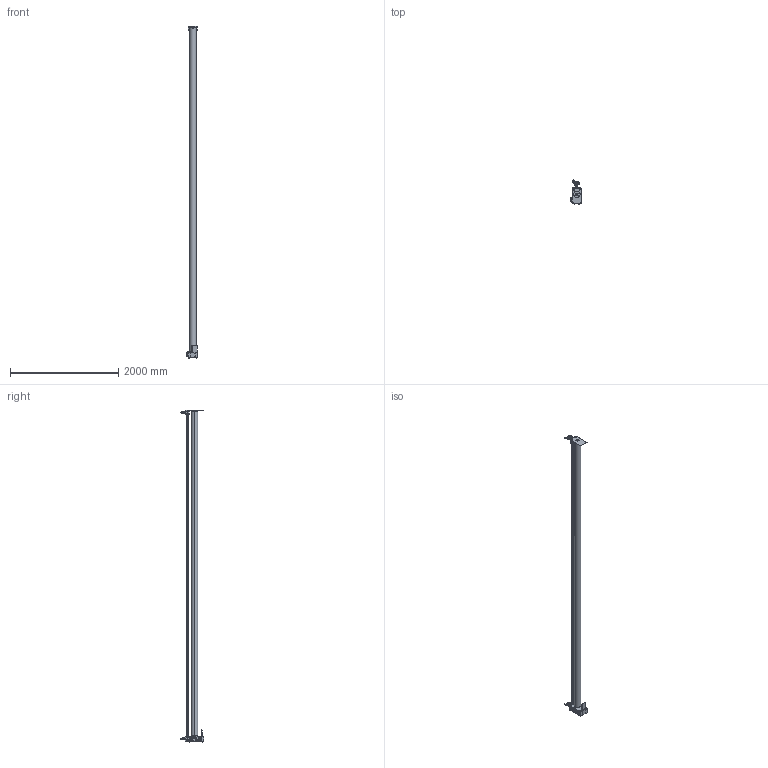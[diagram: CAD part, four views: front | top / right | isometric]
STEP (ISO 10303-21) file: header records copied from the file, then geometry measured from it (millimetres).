
FILE_DESCRIPTION (( 'STEP AP214' ), '1' );
FILE_NAME ('239.001.001_Main_Assembly_6m.step', '2022-08-11T08:15:32', ( '' ), ( '' ), 'SwSTEP 2.0', 'SolidWorks 2022', '' );
FILE_SCHEMA (( 'AUTOMOTIVE_DESIGN' ));
Length unit declared in the file: millimetre
Products named in the file (1): 239.001.001_Main_Assembly_6m
Bounding box: 204.84 x 439.6 x 6147.4 mm (x, y, z)
Surface area: 4476237.3 mm2 (no closed solid volume)
Topology: 0 solids, 195 shells, 662 faces, 3232 edges, 2613 vertices
Faces by surface type: plane 285, cylinder 214, bspline 94, torus 44, cone 20, sphere 5
Entity records: 46150 total; most frequent: CARTESIAN_POINT 13761, DIRECTION 5216, ORIENTED_EDGE 4143, EDGE_CURVE 3220, VERTEX_POINT 2613, AXIS2_PLACEMENT_3D 1858, VECTOR 1500, LINE 1500
